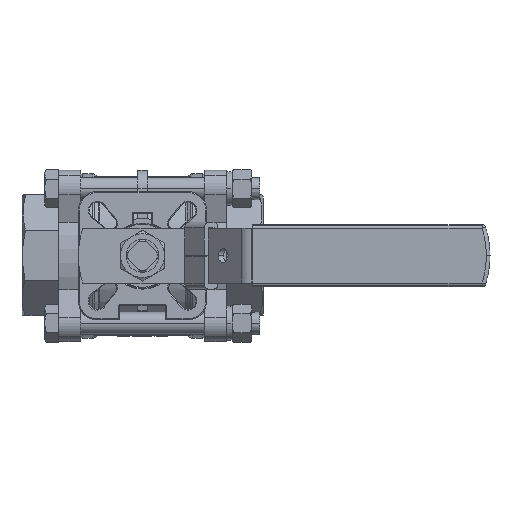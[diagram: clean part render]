
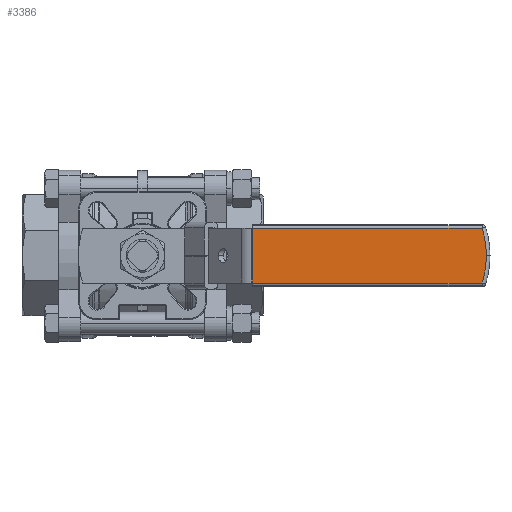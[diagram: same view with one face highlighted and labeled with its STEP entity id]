
A CAD part, top view. The second image highlights one B-rep face of the part: STEP entity #3386.
In plain terms, the highlighted planar face has unit normal (0, 0, 1).
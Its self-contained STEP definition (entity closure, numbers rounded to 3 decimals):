
#3386=ADVANCED_FACE('',(#6865),#6866,.T.);
#6865=FACE_OUTER_BOUND('',#10403,.T.);
#6866=PLANE('',#10404);
#10403=EDGE_LOOP('',(#20335,#20336,#20337,#20338,#20339));
#10404=AXIS2_PLACEMENT_3D('',#20340,#20341,#20342);
#20335=ORIENTED_EDGE('',*,*,#24239,.F.);
#20336=ORIENTED_EDGE('',*,*,#24282,.F.);
#20337=ORIENTED_EDGE('',*,*,#24244,.F.);
#20338=ORIENTED_EDGE('',*,*,#24224,.F.);
#20339=ORIENTED_EDGE('',*,*,#24297,.F.);
#20340=CARTESIAN_POINT('',(123.88,0.,124.1));
#20341=DIRECTION('',(0.0,0.0,1.0));
#20342=DIRECTION('',(1.0,0.0,0.0));
#24224=EDGE_CURVE('',#29832,#29834,#29835,.T.);
#24239=EDGE_CURVE('',#29859,#29861,#29862,.T.);
#24244=EDGE_CURVE('',#29834,#29865,#29868,.T.);
#24282=EDGE_CURVE('',#29865,#29859,#29918,.T.);
#24297=EDGE_CURVE('',#29861,#29832,#29936,.T.);
#29832=VERTEX_POINT('',#40810);
#29834=VERTEX_POINT('',#40812);
#29835=LINE('',#40813,#40814);
#29859=VERTEX_POINT('',#40843);
#29861=VERTEX_POINT('',#40845);
#29862=LINE('',#40846,#40847);
#29865=VERTEX_POINT('',#40850);
#29868=CIRCLE('',#40853,50.);
#29918=CIRCLE('',#40909,50.);
#29936=LINE('',#40931,#40932);
#40810=CARTESIAN_POINT('',(60.,15.,124.1));
#40812=CARTESIAN_POINT('',(185.697,15.,124.1));
#40813=CARTESIAN_POINT('',(123.726,15.,124.1));
#40814=VECTOR('',#45105,10.0);
#40843=CARTESIAN_POINT('',(185.697,-15.,124.1));
#40845=CARTESIAN_POINT('',(60.,-15.,124.1));
#40846=CARTESIAN_POINT('',(123.726,-15.,124.1));
#40847=VECTOR('',#45129,10.0);
#40850=CARTESIAN_POINT('',(188.,0.,124.1));
#40853=AXIS2_PLACEMENT_3D('',#45139,#45140,#45141);
#40909=AXIS2_PLACEMENT_3D('',#45208,#45209,#45210);
#40931=CARTESIAN_POINT('',(60.,17.,124.1));
#40932=VECTOR('',#45227,10.0);
#45105=DIRECTION('',(1.0,0.,0.0));
#45129=DIRECTION('',(-1.0,0.,0.0));
#45139=CARTESIAN_POINT('',(138.,0.,124.1));
#45140=DIRECTION('',(0.0,0.0,-1.0));
#45141=DIRECTION('',(1.0,0.0,0.0));
#45208=CARTESIAN_POINT('',(138.,0.,124.1));
#45209=DIRECTION('',(0.0,0.0,-1.0));
#45210=DIRECTION('',(1.0,0.0,0.0));
#45227=DIRECTION('',(0.,1.0,0.0));
